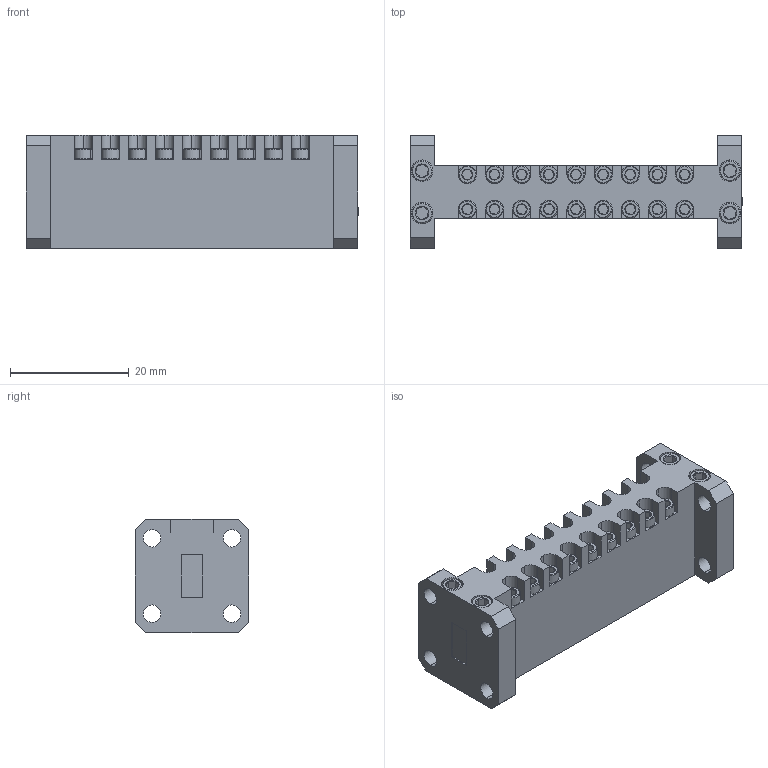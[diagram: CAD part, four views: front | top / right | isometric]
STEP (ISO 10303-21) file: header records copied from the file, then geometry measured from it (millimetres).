
FILE_DESCRIPTION (( 'STEP AP203' ), '1' );
FILE_NAME ('DMWF-28-1L1-1 DF.STEP', '2019-06-05T19:14:23', ( '' ), ( '' ), 'SwSTEP 2.0', 'SolidWorks 2016', '' );
FILE_SCHEMA (( 'CONFIG_CONTROL_DESIGN' ));
Products named in the file (1): DMWF-28-1L1-1 DF
Bounding box: 55.88 x 19.05 x 19.05 mm (x, y, z)
Volume: 10284 mm3; surface area: 5748.4 mm2
Topology: 1 solids, 27 shells, 880 faces, 1980 edges, 1196 vertices
Faces by surface type: plane 314, cylinder 272, cone 250, bspline 44
Entity records: 65553 total; most frequent: CARTESIAN_POINT 46577, ORIENTED_EDGE 3944, DIRECTION 3886, EDGE_CURVE 1972, AXIS2_PLACEMENT_3D 1515, VERTEX_POINT 1196, EDGE_LOOP 990, ADVANCED_FACE 880
